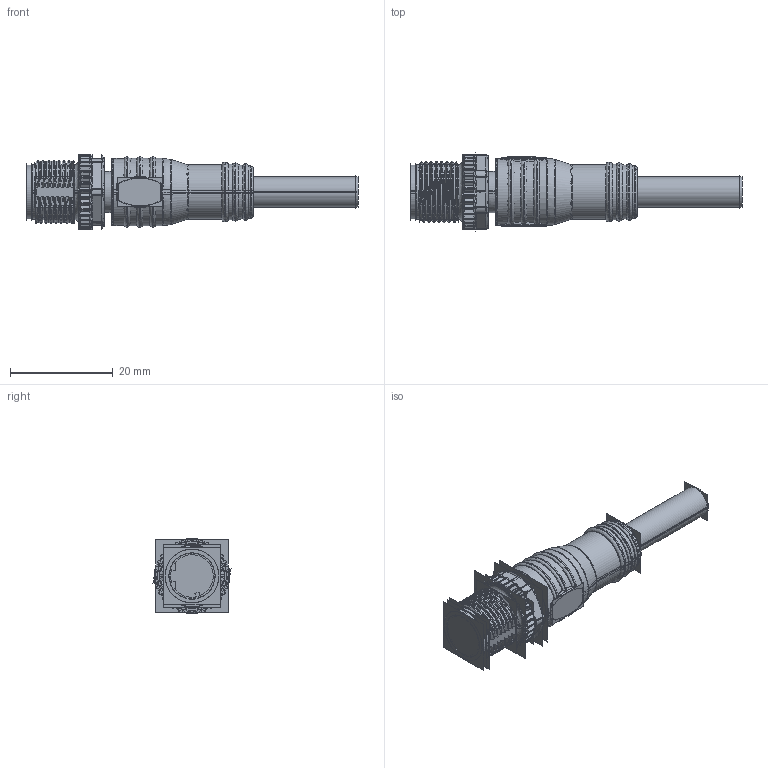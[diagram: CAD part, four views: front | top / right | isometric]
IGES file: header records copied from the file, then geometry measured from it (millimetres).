
Start section:  PTC IGES file: 243991_sm01.igs
Global section: file name: 243991_sm01.igs; native system: Creo Parametric by PTC Inc.; preprocessor: 2022414; author: banengservice; organization: Unknown; date: 20240822.080135; units: millimetre
Bounding box: 64.68 x 15.21 x 14.64 mm (x, y, z)
Volume: 10080.2 mm3; surface area: 28846.9 mm2
Topology: 1 solids, 1 shells, 1302 faces, 8872 edges, 12764 vertices
Faces by surface type: revolution 678, bspline 570, extrusion 54
